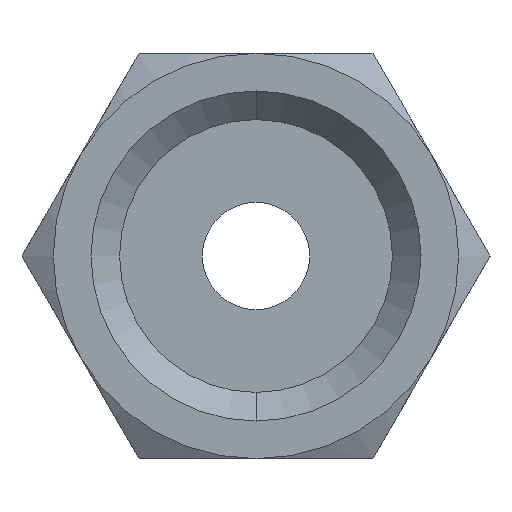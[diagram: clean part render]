
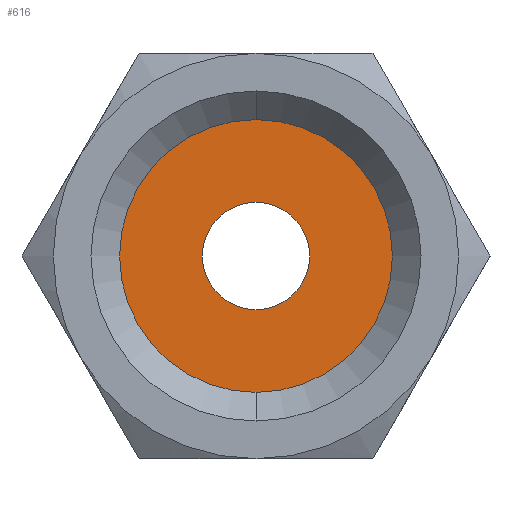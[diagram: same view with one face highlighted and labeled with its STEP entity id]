
A CAD part, front view. The second image highlights one B-rep face of the part: STEP entity #616.
In plain terms, the highlighted planar face has unit normal (0, -1, 0).
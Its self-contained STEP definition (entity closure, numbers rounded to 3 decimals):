
#13 = EDGE_CURVE ( 'NONE', #124, #1292, #1261, .T. ) ;
#17 = CARTESIAN_POINT ( 'NONE',  ( 0., 11., -2.25 ) ) ;
#29 = CIRCLE ( 'NONE', #670, 5.722 ) ;
#66 = FACE_OUTER_BOUND ( 'NONE', #916, .T. ) ;
#84 = CARTESIAN_POINT ( 'NONE',  ( 0., 11., -5.722 ) ) ;
#89 = DIRECTION ( 'NONE',  ( 0., 0., -1. ) ) ;
#124 = VERTEX_POINT ( 'NONE', #869 ) ;
#137 = VERTEX_POINT ( 'NONE', #628 ) ;
#143 = CIRCLE ( 'NONE', #204, 2.25 ) ;
#149 = CARTESIAN_POINT ( 'NONE',  ( 0., 11., 0. ) ) ;
#160 = CIRCLE ( 'NONE', #1044, 5.722 ) ;
#204 = AXIS2_PLACEMENT_3D ( 'NONE', #149, #1239, #522 ) ;
#210 = DIRECTION ( 'NONE',  ( 0., 1., 0. ) ) ;
#324 = DIRECTION ( 'NONE',  ( 0., 0., -1. ) ) ;
#458 = CARTESIAN_POINT ( 'NONE',  ( 0., 11., 0. ) ) ;
#486 = FACE_BOUND ( 'NONE', #978, .T. ) ;
#493 = EDGE_CURVE ( 'NONE', #137, #597, #29, .T. ) ;
#522 = DIRECTION ( 'NONE',  ( 0., 0., 1. ) ) ;
#539 = EDGE_CURVE ( 'NONE', #597, #137, #160, .T. ) ;
#597 = VERTEX_POINT ( 'NONE', #84 ) ;
#598 = DIRECTION ( 'NONE',  ( 0., 0., 1. ) ) ;
#616 = ADVANCED_FACE ( 'NONE', ( #486, #66 ), #709, .F. ) ;
#628 = CARTESIAN_POINT ( 'NONE',  ( 0., 11., 5.722 ) ) ;
#640 = AXIS2_PLACEMENT_3D ( 'NONE', #843, #1328, #598 ) ;
#670 = AXIS2_PLACEMENT_3D ( 'NONE', #945, #1056, #89 ) ;
#709 = PLANE ( 'NONE',  #640 ) ;
#802 = EDGE_CURVE ( 'NONE', #1292, #124, #143, .T. ) ;
#843 = CARTESIAN_POINT ( 'NONE',  ( -5.791, 11., -5.791 ) ) ;
#859 = ORIENTED_EDGE ( 'NONE', *, *, #493, .F. ) ;
#869 = CARTESIAN_POINT ( 'NONE',  ( 0., 11., 2.25 ) ) ;
#876 = AXIS2_PLACEMENT_3D ( 'NONE', #1575, #1445, #1315 ) ;
#916 = EDGE_LOOP ( 'NONE', ( #967, #859 ) ) ;
#945 = CARTESIAN_POINT ( 'NONE',  ( 0., 11., 0. ) ) ;
#967 = ORIENTED_EDGE ( 'NONE', *, *, #539, .F. ) ;
#978 = EDGE_LOOP ( 'NONE', ( #1559, #1035 ) ) ;
#1035 = ORIENTED_EDGE ( 'NONE', *, *, #802, .F. ) ;
#1044 = AXIS2_PLACEMENT_3D ( 'NONE', #458, #210, #324 ) ;
#1056 = DIRECTION ( 'NONE',  ( 0., 1., 0. ) ) ;
#1239 = DIRECTION ( 'NONE',  ( 0., -1., 0. ) ) ;
#1261 = CIRCLE ( 'NONE', #876, 2.25 ) ;
#1292 = VERTEX_POINT ( 'NONE', #17 ) ;
#1315 = DIRECTION ( 'NONE',  ( 0., 0., 1. ) ) ;
#1328 = DIRECTION ( 'NONE',  ( 0., 1., 0. ) ) ;
#1445 = DIRECTION ( 'NONE',  ( 0., -1., 0. ) ) ;
#1559 = ORIENTED_EDGE ( 'NONE', *, *, #13, .F. ) ;
#1575 = CARTESIAN_POINT ( 'NONE',  ( 0., 11., 0. ) ) ;
